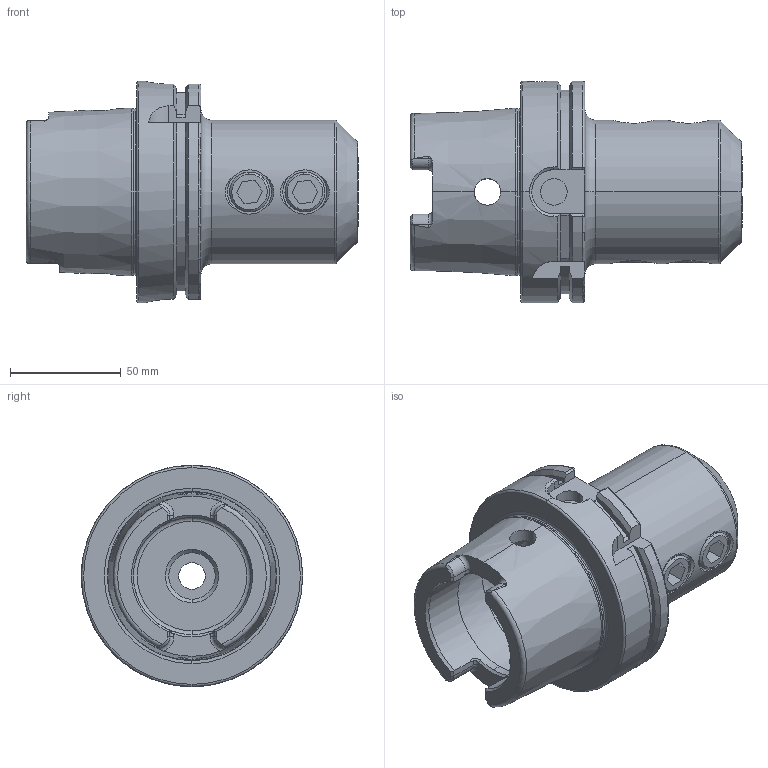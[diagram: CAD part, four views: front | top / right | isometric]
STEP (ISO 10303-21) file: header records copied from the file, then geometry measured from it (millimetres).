
FILE_DESCRIPTION (( 'STEP AP203' ), '1' );
FILE_NAME ('91100A-WE8 25100.STEP', '2015-09-05T11:53:33', ( '' ), ( '' ), 'SwSTEP 2.0', 'SolidWorks 2009', '' );
FILE_SCHEMA (( 'CONFIG_CONTROL_DESIGN' ));
Length unit declared in the file: millimetre
Products named in the file (3): HSKA100 EM 25 100 WW G2.5; 91100A-WE8 25100; GS-M18X2X20
Assembly tree (3 placements, depth 2):
  91100A-WE8 25100
    HSKA100 EM 25 100 WW G2.5
    GS-M18X2X20  x2
Bounding box: 150 x 100 x 100 mm (x, y, z)
Volume: 445011.6 mm3; surface area: 73091.3 mm2
Topology: 3 solids, 3 shells, 230 faces, 562 edges, 346 vertices
Faces by surface type: plane 74, cylinder 64, cone 45, torus 33, bspline 10, sphere 4
Entity records: 8408 total; most frequent: CARTESIAN_POINT 3126, ORIENTED_EDGE 1056, DIRECTION 1020, EDGE_CURVE 528, AXIS2_PLACEMENT_3D 415, VERTEX_POINT 326, EDGE_LOOP 234, FACE_OUTER_BOUND 215
